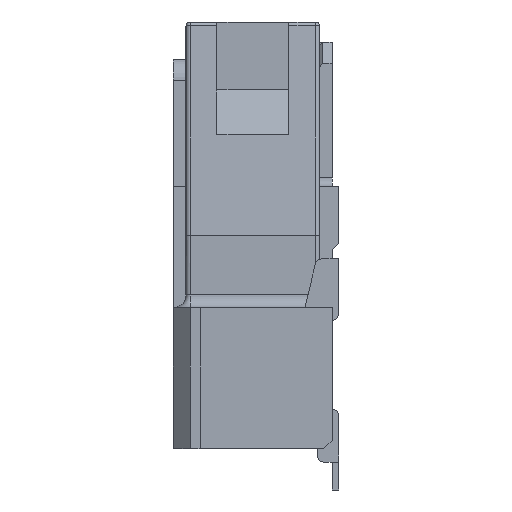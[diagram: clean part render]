
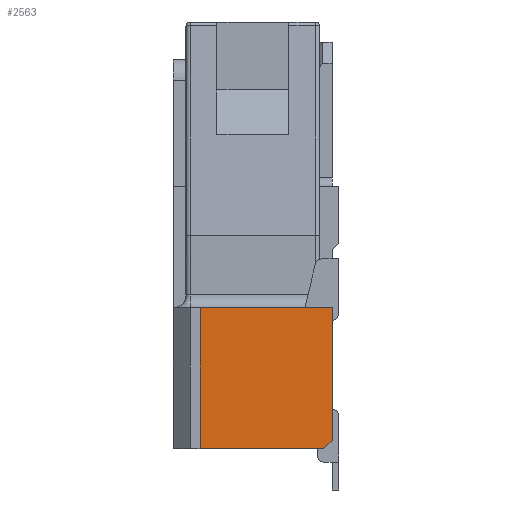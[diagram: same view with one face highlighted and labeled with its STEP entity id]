
A CAD part, left-side view. The second image highlights one B-rep face of the part: STEP entity #2563.
In plain terms, the highlighted planar face has unit normal (-1, 0, 0).
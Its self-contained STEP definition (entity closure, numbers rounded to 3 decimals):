
#269 = DIRECTION ( 'NONE',  ( 0., 0., -1. ) ) ;
#317 = PLANE ( 'NONE',  #10343 ) ;
#412 = DIRECTION ( 'NONE',  ( 0., -1., 0. ) ) ;
#477 = DIRECTION ( 'NONE',  ( 1., 0., 0. ) ) ;
#1123 = CARTESIAN_POINT ( 'NONE',  ( -3.262, 21.505, 18.205 ) ) ;
#1983 = CARTESIAN_POINT ( 'NONE',  ( -3.262, 18.385, 18.405 ) ) ;
#2392 = ORIENTED_EDGE ( 'NONE', *, *, #2707, .F. ) ;
#2409 = CARTESIAN_POINT ( 'NONE',  ( -3.262, 18.385, 21.535 ) ) ;
#2563 = ADVANCED_FACE ( 'NONE', ( #12027 ), #317, .F. ) ;
#2564 = LINE ( 'NONE', #1123, #8106 ) ;
#2707 = EDGE_CURVE ( 'NONE', #5806, #8642, #3727, .T. ) ;
#2866 = DIRECTION ( 'NONE',  ( 0., 0., -1. ) ) ;
#2966 = DIRECTION ( 'NONE',  ( 0., -0.707, 0.707 ) ) ;
#2970 = VERTEX_POINT ( 'NONE', #13188 ) ;
#3727 = LINE ( 'NONE', #12717, #6510 ) ;
#3862 = LINE ( 'NONE', #9483, #11457 ) ;
#4203 = LINE ( 'NONE', #11829, #12986 ) ;
#4953 = ORIENTED_EDGE ( 'NONE', *, *, #13660, .T. ) ;
#4961 = CARTESIAN_POINT ( 'NONE',  ( -3.262, 21.505, 21.535 ) ) ;
#5745 = VERTEX_POINT ( 'NONE', #11074 ) ;
#5806 = VERTEX_POINT ( 'NONE', #2409 ) ;
#5857 = CARTESIAN_POINT ( 'NONE',  ( -3.262, 18.385, 24.405 ) ) ;
#5873 = EDGE_CURVE ( 'NONE', #5745, #11169, #2564, .T. ) ;
#5980 = ORIENTED_EDGE ( 'NONE', *, *, #6659, .T. ) ;
#6510 = VECTOR ( 'NONE', #2866, 1000. ) ;
#6659 = EDGE_CURVE ( 'NONE', #2970, #8642, #13591, .T. ) ;
#7803 = ORIENTED_EDGE ( 'NONE', *, *, #9133, .T. ) ;
#8080 = VECTOR ( 'NONE', #2966, 1000. ) ;
#8106 = VECTOR ( 'NONE', #12222, 1000. ) ;
#8642 = VERTEX_POINT ( 'NONE', #13901 ) ;
#9133 = EDGE_CURVE ( 'NONE', #5745, #2970, #3862, .T. ) ;
#9483 = CARTESIAN_POINT ( 'NONE',  ( -3.262, 18.385, 18.205 ) ) ;
#10343 = AXIS2_PLACEMENT_3D ( 'NONE', #5857, #477, #269 ) ;
#10466 = ORIENTED_EDGE ( 'NONE', *, *, #5873, .F. ) ;
#10724 = DIRECTION ( 'NONE',  ( 0., 1., 0. ) ) ;
#11074 = CARTESIAN_POINT ( 'NONE',  ( -3.262, 21.505, 18.205 ) ) ;
#11169 = VERTEX_POINT ( 'NONE', #4961 ) ;
#11457 = VECTOR ( 'NONE', #412, 1000. ) ;
#11829 = CARTESIAN_POINT ( 'NONE',  ( -3.262, 17.135, 21.535 ) ) ;
#12027 = FACE_OUTER_BOUND ( 'NONE', #12790, .T. ) ;
#12222 = DIRECTION ( 'NONE',  ( 0., 0., 1. ) ) ;
#12717 = CARTESIAN_POINT ( 'NONE',  ( -3.262, 18.385, 24.405 ) ) ;
#12790 = EDGE_LOOP ( 'NONE', ( #10466, #7803, #5980, #2392, #4953 ) ) ;
#12986 = VECTOR ( 'NONE', #10724, 1000. ) ;
#13188 = CARTESIAN_POINT ( 'NONE',  ( -3.262, 18.585, 18.205 ) ) ;
#13591 = LINE ( 'NONE', #1983, #8080 ) ;
#13660 = EDGE_CURVE ( 'NONE', #5806, #11169, #4203, .T. ) ;
#13901 = CARTESIAN_POINT ( 'NONE',  ( -3.262, 18.385, 18.405 ) ) ;
